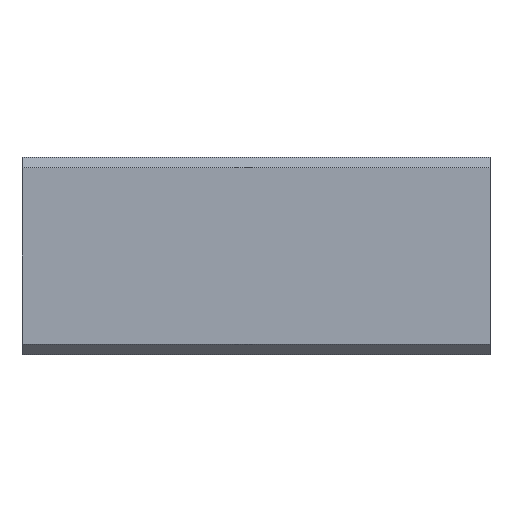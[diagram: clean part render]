
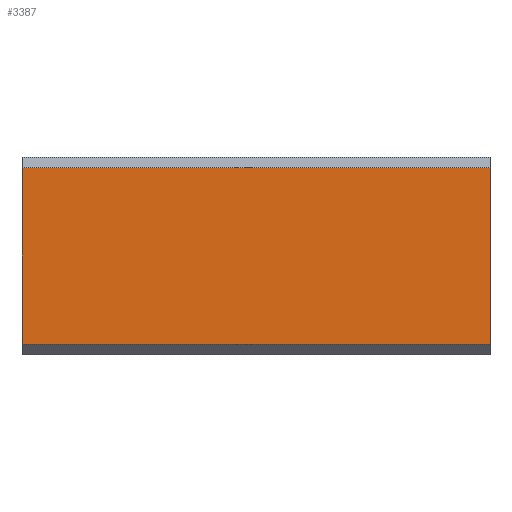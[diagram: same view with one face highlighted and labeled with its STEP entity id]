
A CAD part, front view. The second image highlights one B-rep face of the part: STEP entity #3387.
In plain terms, the highlighted planar face has unit normal (0, -1, 0).
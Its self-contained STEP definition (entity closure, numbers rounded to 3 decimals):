
#75 = PLANE('',#76);
#76 = AXIS2_PLACEMENT_3D('',#77,#78,#79);
#77 = CARTESIAN_POINT('',(-22.5,0.,1.657));
#78 = DIRECTION('',(-1.,0.,0.));
#79 = DIRECTION('',(0.,0.,-1.));
#103 = PLANE('',#104);
#104 = AXIS2_PLACEMENT_3D('',#105,#106,#107);
#105 = CARTESIAN_POINT('',(-22.5,-49.5,8.5));
#106 = DIRECTION('',(0.,0.707,-0.707));
#107 = DIRECTION('',(1.,0.,0.));
#131 = PLANE('',#132);
#132 = AXIS2_PLACEMENT_3D('',#133,#134,#135);
#133 = CARTESIAN_POINT('',(22.5,1.332,1.727));
#134 = DIRECTION('',(1.,0.,0.));
#135 = DIRECTION('',(0.,1.,0.));
#797 = EDGE_CURVE('',#798,#800,#802,.T.);
#798 = VERTEX_POINT('',#799);
#799 = CARTESIAN_POINT('',(-22.5,-50.,8.));
#800 = VERTEX_POINT('',#801);
#801 = CARTESIAN_POINT('',(-22.5,-50.,-9.));
#802 = SURFACE_CURVE('',#803,(#807,#814),.PCURVE_S1.);
#803 = LINE('',#804,#805);
#804 = CARTESIAN_POINT('',(-22.5,-50.,9.));
#805 = VECTOR('',#806,1.);
#806 = DIRECTION('',(0.,0.,-1.));
#807 = PCURVE('',#75,#808);
#808 = DEFINITIONAL_REPRESENTATION('',(#809),#813);
#809 = LINE('',#810,#811);
#810 = CARTESIAN_POINT('',(-7.343,50.));
#811 = VECTOR('',#812,1.);
#812 = DIRECTION('',(1.,0.));
#813 = ( GEOMETRIC_REPRESENTATION_CONTEXT(2) 
PARAMETRIC_REPRESENTATION_CONTEXT() REPRESENTATION_CONTEXT('2D SPACE',''
  ) );
#814 = PCURVE('',#815,#820);
#815 = PLANE('',#816);
#816 = AXIS2_PLACEMENT_3D('',#817,#818,#819);
#817 = CARTESIAN_POINT('',(-22.5,-50.,9.));
#818 = DIRECTION('',(0.,1.,0.));
#819 = DIRECTION('',(0.,0.,-1.));
#820 = DEFINITIONAL_REPRESENTATION('',(#821),#825);
#821 = LINE('',#822,#823);
#822 = CARTESIAN_POINT('',(0.,0.));
#823 = VECTOR('',#824,1.);
#824 = DIRECTION('',(1.,0.));
#825 = ( GEOMETRIC_REPRESENTATION_CONTEXT(2) 
PARAMETRIC_REPRESENTATION_CONTEXT() REPRESENTATION_CONTEXT('2D SPACE',''
  ) );
#970 = PLANE('',#971);
#971 = AXIS2_PLACEMENT_3D('',#972,#973,#974);
#972 = CARTESIAN_POINT('',(-22.5,-49.5,-9.5));
#973 = DIRECTION('',(0.,-0.707,-0.707));
#974 = DIRECTION('',(-1.,0.,0.));
#988 = VERTEX_POINT('',#989);
#989 = CARTESIAN_POINT('',(22.5,-50.,8.));
#1010 = EDGE_CURVE('',#798,#988,#1011,.T.);
#1011 = SURFACE_CURVE('',#1012,(#1016,#1023),.PCURVE_S1.);
#1012 = LINE('',#1013,#1014);
#1013 = CARTESIAN_POINT('',(-22.5,-50.,8.));
#1014 = VECTOR('',#1015,1.);
#1015 = DIRECTION('',(1.,0.,0.));
#1016 = PCURVE('',#103,#1017);
#1017 = DEFINITIONAL_REPRESENTATION('',(#1018),#1022);
#1018 = LINE('',#1019,#1020);
#1019 = CARTESIAN_POINT('',(0.,0.707));
#1020 = VECTOR('',#1021,1.);
#1021 = DIRECTION('',(1.,0.));
#1022 = ( GEOMETRIC_REPRESENTATION_CONTEXT(2) 
PARAMETRIC_REPRESENTATION_CONTEXT() REPRESENTATION_CONTEXT('2D SPACE',''
  ) );
#1023 = PCURVE('',#815,#1024);
#1024 = DEFINITIONAL_REPRESENTATION('',(#1025),#1029);
#1025 = LINE('',#1026,#1027);
#1026 = CARTESIAN_POINT('',(1.,0.));
#1027 = VECTOR('',#1028,1.);
#1028 = DIRECTION('',(0.,-1.));
#1029 = ( GEOMETRIC_REPRESENTATION_CONTEXT(2) 
PARAMETRIC_REPRESENTATION_CONTEXT() REPRESENTATION_CONTEXT('2D SPACE',''
  ) );
#1296 = EDGE_CURVE('',#988,#1297,#1299,.T.);
#1297 = VERTEX_POINT('',#1298);
#1298 = CARTESIAN_POINT('',(22.5,-50.,-9.));
#1299 = SURFACE_CURVE('',#1300,(#1304,#1311),.PCURVE_S1.);
#1300 = LINE('',#1301,#1302);
#1301 = CARTESIAN_POINT('',(22.5,-50.,9.));
#1302 = VECTOR('',#1303,1.);
#1303 = DIRECTION('',(0.,0.,-1.));
#1304 = PCURVE('',#131,#1305);
#1305 = DEFINITIONAL_REPRESENTATION('',(#1306),#1310);
#1306 = LINE('',#1307,#1308);
#1307 = CARTESIAN_POINT('',(-51.332,7.273));
#1308 = VECTOR('',#1309,1.);
#1309 = DIRECTION('',(0.,-1.));
#1310 = ( GEOMETRIC_REPRESENTATION_CONTEXT(2) 
PARAMETRIC_REPRESENTATION_CONTEXT() REPRESENTATION_CONTEXT('2D SPACE',''
  ) );
#1311 = PCURVE('',#815,#1312);
#1312 = DEFINITIONAL_REPRESENTATION('',(#1313),#1317);
#1313 = LINE('',#1314,#1315);
#1314 = CARTESIAN_POINT('',(0.,-45.));
#1315 = VECTOR('',#1316,1.);
#1316 = DIRECTION('',(1.,0.));
#1317 = ( GEOMETRIC_REPRESENTATION_CONTEXT(2) 
PARAMETRIC_REPRESENTATION_CONTEXT() REPRESENTATION_CONTEXT('2D SPACE',''
  ) );
#3387 = ADVANCED_FACE('',(#3388),#815,.F.);
#3388 = FACE_BOUND('',#3389,.F.);
#3389 = EDGE_LOOP('',(#3390,#3391,#3392,#3393));
#3390 = ORIENTED_EDGE('',*,*,#797,.F.);
#3391 = ORIENTED_EDGE('',*,*,#1010,.T.);
#3392 = ORIENTED_EDGE('',*,*,#1296,.T.);
#3393 = ORIENTED_EDGE('',*,*,#3394,.F.);
#3394 = EDGE_CURVE('',#800,#1297,#3395,.T.);
#3395 = SURFACE_CURVE('',#3396,(#3400,#3407),.PCURVE_S1.);
#3396 = LINE('',#3397,#3398);
#3397 = CARTESIAN_POINT('',(-22.5,-50.,-9.));
#3398 = VECTOR('',#3399,1.);
#3399 = DIRECTION('',(1.,0.,0.));
#3400 = PCURVE('',#815,#3401);
#3401 = DEFINITIONAL_REPRESENTATION('',(#3402),#3406);
#3402 = LINE('',#3403,#3404);
#3403 = CARTESIAN_POINT('',(18.,0.));
#3404 = VECTOR('',#3405,1.);
#3405 = DIRECTION('',(0.,-1.));
#3406 = ( GEOMETRIC_REPRESENTATION_CONTEXT(2) 
PARAMETRIC_REPRESENTATION_CONTEXT() REPRESENTATION_CONTEXT('2D SPACE',''
  ) );
#3407 = PCURVE('',#970,#3408);
#3408 = DEFINITIONAL_REPRESENTATION('',(#3409),#3413);
#3409 = LINE('',#3410,#3411);
#3410 = CARTESIAN_POINT('',(0.,-0.707));
#3411 = VECTOR('',#3412,1.);
#3412 = DIRECTION('',(-1.,0.));
#3413 = ( GEOMETRIC_REPRESENTATION_CONTEXT(2) 
PARAMETRIC_REPRESENTATION_CONTEXT() REPRESENTATION_CONTEXT('2D SPACE',''
  ) );
